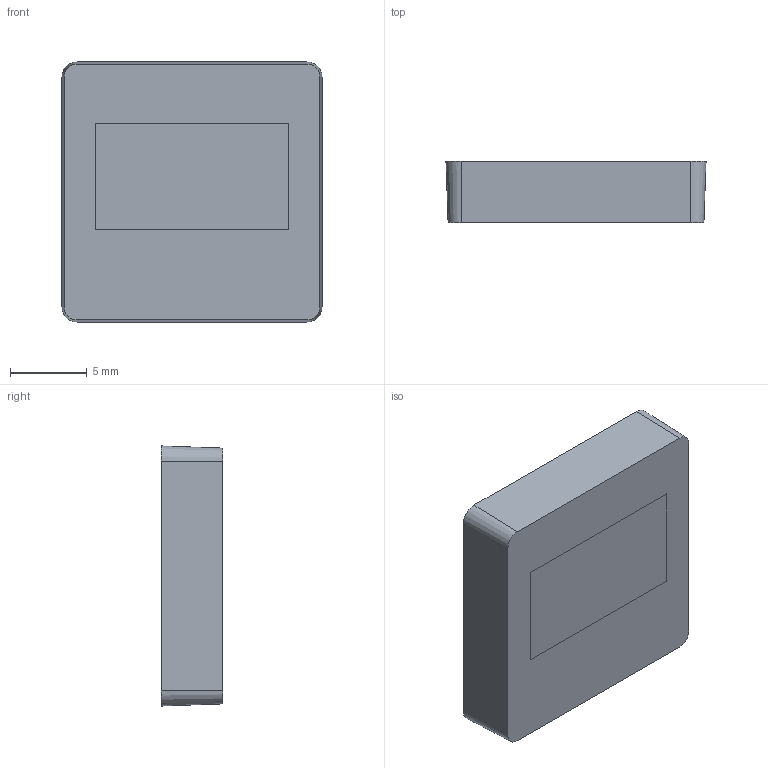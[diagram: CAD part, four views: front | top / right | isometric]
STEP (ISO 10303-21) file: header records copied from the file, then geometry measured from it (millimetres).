
FILE_DESCRIPTION (( 'STEP AP214' ), '1' );
FILE_NAME ('17x17mm Key.STEP', '2022-01-31T23:31:17', ( '' ), ( '' ), 'SwSTEP 2.0', 'SolidWorks 2020', '' );
FILE_SCHEMA (( 'AUTOMOTIVE_DESIGN' ));
Length unit declared in the file: millimetre
Products named in the file (3): 17x17mm Key; GDO0049W
Assembly tree (2 placements, depth 2):
  17x17mm Key
    17x17mm Key
    GDO0049W
Bounding box: 17 x 4 x 17 mm (x, y, z)
Volume: 352.8 mm3; surface area: 1583 mm2
Topology: 2 solids, 2 shells, 122 faces, 335 edges, 220 vertices
Faces by surface type: plane 98, cylinder 16, cone 8
Entity records: 4752 total; most frequent: CARTESIAN_POINT 682, ORIENTED_EDGE 670, DIRECTION 637, EDGE_CURVE 335, LINE 287, VECTOR 287, VERTEX_POINT 220, AXIS2_PLACEMENT_3D 175
